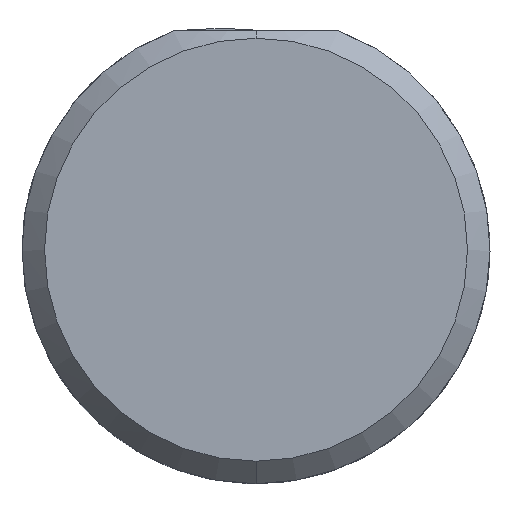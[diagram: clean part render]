
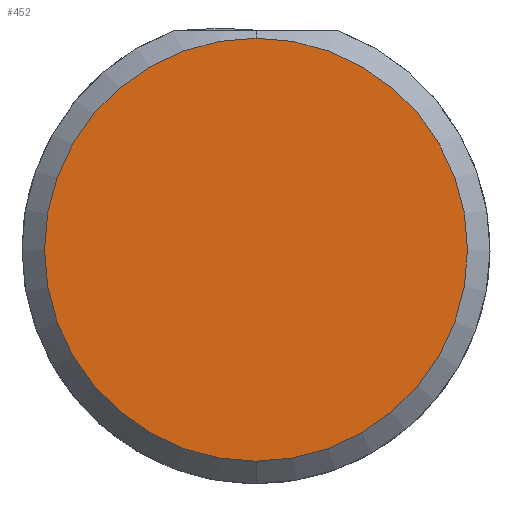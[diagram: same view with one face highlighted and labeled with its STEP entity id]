
A CAD part, left-side view. The second image highlights one B-rep face of the part: STEP entity #452.
In plain terms, the highlighted planar face has unit normal (-1, 0, 0).
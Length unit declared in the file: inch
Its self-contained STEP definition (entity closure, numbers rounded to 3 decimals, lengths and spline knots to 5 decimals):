
#6 = DIRECTION ( 'NONE',  ( 0., 0., 1. ) ) ;
#24 = EDGE_CURVE ( 'NONE', #576, #466, #314, .T. ) ;
#50 = EDGE_LOOP ( 'NONE', ( #247, #312 ) ) ;
#59 = FACE_OUTER_BOUND ( 'NONE', #50, .T. ) ;
#226 = DIRECTION ( 'NONE',  ( 1., 0., 0. ) ) ;
#229 = CARTESIAN_POINT ( 'NONE',  ( 0., 0., 0. ) ) ;
#247 = ORIENTED_EDGE ( 'NONE', *, *, #24, .T. ) ;
#256 = AXIS2_PLACEMENT_3D ( 'NONE', #385, #654, #6 ) ;
#293 = AXIS2_PLACEMENT_3D ( 'NONE', #229, #507, #553 ) ;
#312 = ORIENTED_EDGE ( 'NONE', *, *, #455, .T. ) ;
#314 = CIRCLE ( 'NONE', #256, 0.1411 ) ;
#385 = CARTESIAN_POINT ( 'NONE',  ( 0., 0., 0. ) ) ;
#399 = CIRCLE ( 'NONE', #293, 0.1411 ) ;
#452 = ADVANCED_FACE ( 'NONE', ( #59 ), #486, .F. ) ;
#455 = EDGE_CURVE ( 'NONE', #466, #576, #399, .T. ) ;
#461 = CARTESIAN_POINT ( 'NONE',  ( 0., 0., -0.1411 ) ) ;
#466 = VERTEX_POINT ( 'NONE', #557 ) ;
#486 = PLANE ( 'NONE',  #590 ) ;
#507 = DIRECTION ( 'NONE',  ( -1., 0., 0. ) ) ;
#537 = CARTESIAN_POINT ( 'NONE',  ( 0., 0., 0. ) ) ;
#541 = DIRECTION ( 'NONE',  ( 0., 0., -1. ) ) ;
#553 = DIRECTION ( 'NONE',  ( 0., 0., 1. ) ) ;
#557 = CARTESIAN_POINT ( 'NONE',  ( 0., 0., 0.1411 ) ) ;
#576 = VERTEX_POINT ( 'NONE', #461 ) ;
#590 = AXIS2_PLACEMENT_3D ( 'NONE', #537, #226, #541 ) ;
#654 = DIRECTION ( 'NONE',  ( -1., 0., 0. ) ) ;
